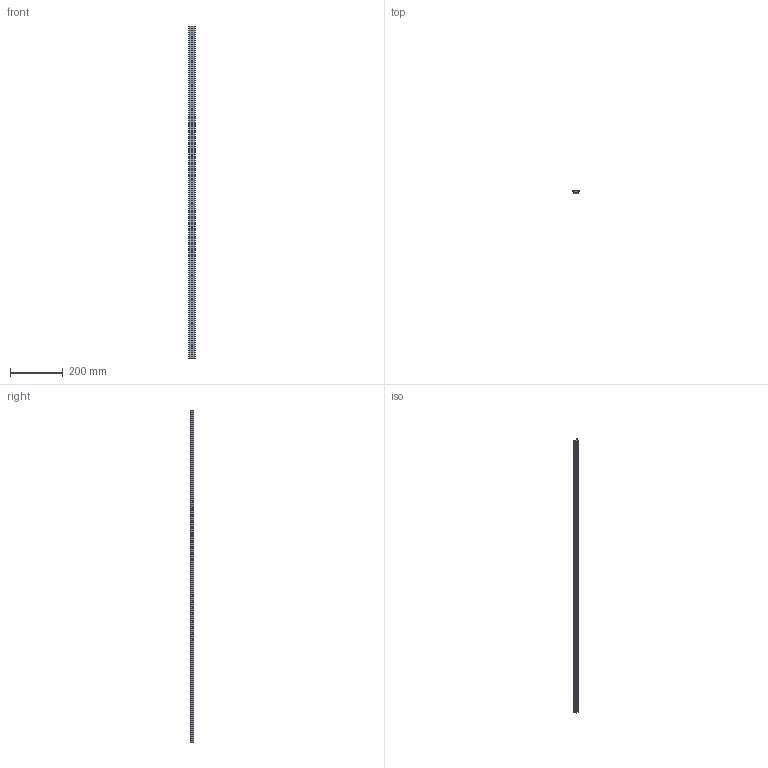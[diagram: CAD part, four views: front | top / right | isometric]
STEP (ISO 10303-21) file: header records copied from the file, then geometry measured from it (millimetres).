
FILE_DESCRIPTION (( 'STEP AP203' ), '1' );
FILE_NAME ('LVR-25-1256.step', '2024-05-13T17:20:13', ( '' ), ( '' ), 'SwSTEP 2.0', 'SolidWorks 2023', '' );
FILE_SCHEMA (( 'CONFIG_CONTROL_DESIGN' ));
Length unit declared in the file: inch
Products named in the file (1): LVR-25-1256
Bounding box: 25.41 x 12.66 x 1256 mm (x, y, z)
Volume: 239459.2 mm3; surface area: 103336.7 mm2
Topology: 1 solids, 1 shells, 100 faces, 252 edges, 168 vertices
Faces by surface type: cylinder 68, plane 32
Entity records: 3207 total; most frequent: DIRECTION 590, CARTESIAN_POINT 521, ORIENTED_EDGE 504, EDGE_CURVE 252, AXIS2_PLACEMENT_3D 237, VERTEX_POINT 168, EDGE_LOOP 142, CIRCLE 136
